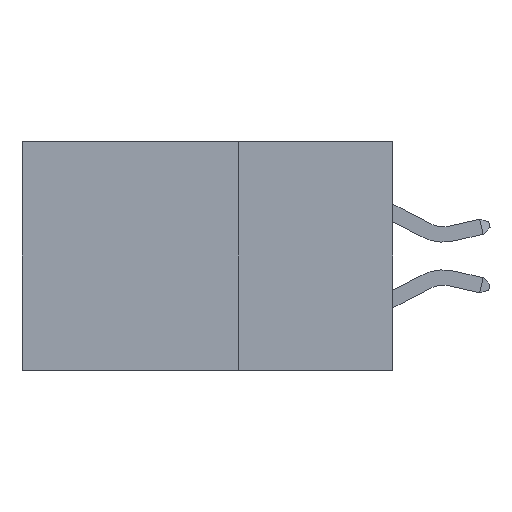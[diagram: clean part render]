
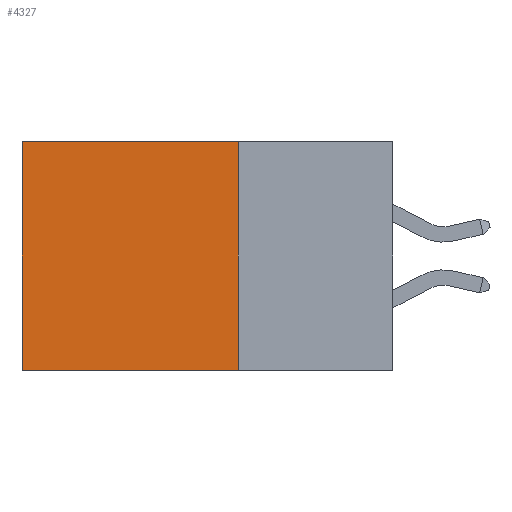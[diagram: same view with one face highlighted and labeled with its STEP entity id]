
A CAD part, left-side view. The second image highlights one B-rep face of the part: STEP entity #4327.
In plain terms, the highlighted planar face has unit normal (-1, 0, 0).
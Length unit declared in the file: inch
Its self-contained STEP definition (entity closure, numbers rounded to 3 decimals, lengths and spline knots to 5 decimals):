
#4173 = EDGE_CURVE ( 'NONE', #16535, #34554, #11735, .T. ) ;
#4186 = EDGE_CURVE ( 'NONE', #4940, #17928, #23358, .T. ) ;
#4327 = ADVANCED_FACE ( 'NONE', ( #31451 ), #19077, .F. ) ;
#4367 = VECTOR ( 'NONE', #20713, 39.37008 ) ;
#4842 = CARTESIAN_POINT ( 'NONE',  ( 0.2875, 0.25, 0. ) ) ;
#4940 = VERTEX_POINT ( 'NONE', #16158 ) ;
#7345 = CARTESIAN_POINT ( 'NONE',  ( 0.2875, 0.25, -0.37 ) ) ;
#7882 = CARTESIAN_POINT ( 'NONE',  ( 0.2875, 0.6, 0. ) ) ;
#8523 = EDGE_LOOP ( 'NONE', ( #20472, #18715, #15065, #24770 ) ) ;
#10009 = VECTOR ( 'NONE', #20961, 39.37008 ) ;
#11735 = LINE ( 'NONE', #14791, #34803 ) ;
#14763 = AXIS2_PLACEMENT_3D ( 'NONE', #37138, #30850, #27620 ) ;
#14791 = CARTESIAN_POINT ( 'NONE',  ( 0.2875, 0.6, 0. ) ) ;
#15065 = ORIENTED_EDGE ( 'NONE', *, *, #4186, .F. ) ;
#16158 = CARTESIAN_POINT ( 'NONE',  ( 0.2875, 0.25, 0. ) ) ;
#16335 = EDGE_CURVE ( 'NONE', #4940, #16535, #36371, .T. ) ;
#16535 = VERTEX_POINT ( 'NONE', #7882 ) ;
#17928 = VERTEX_POINT ( 'NONE', #26172 ) ;
#18715 = ORIENTED_EDGE ( 'NONE', *, *, #23675, .F. ) ;
#19077 = PLANE ( 'NONE',  #14763 ) ;
#19420 = VECTOR ( 'NONE', #38017, 39.37008 ) ;
#20472 = ORIENTED_EDGE ( 'NONE', *, *, #4173, .T. ) ;
#20713 = DIRECTION ( 'NONE',  ( 0., 0., -1. ) ) ;
#20961 = DIRECTION ( 'NONE',  ( 0., 1., 0. ) ) ;
#23358 = LINE ( 'NONE', #4842, #4367 ) ;
#23675 = EDGE_CURVE ( 'NONE', #17928, #34554, #38212, .T. ) ;
#24770 = ORIENTED_EDGE ( 'NONE', *, *, #16335, .T. ) ;
#24814 = CARTESIAN_POINT ( 'NONE',  ( 0.2875, 0.25, 0. ) ) ;
#26172 = CARTESIAN_POINT ( 'NONE',  ( 0.2875, 0.25, -0.37 ) ) ;
#27620 = DIRECTION ( 'NONE',  ( 0., 0., -1. ) ) ;
#30790 = CARTESIAN_POINT ( 'NONE',  ( 0.2875, 0.6, -0.37 ) ) ;
#30850 = DIRECTION ( 'NONE',  ( 1., 0., 0. ) ) ;
#31451 = FACE_OUTER_BOUND ( 'NONE', #8523, .T. ) ;
#34554 = VERTEX_POINT ( 'NONE', #30790 ) ;
#34803 = VECTOR ( 'NONE', #39379, 39.37008 ) ;
#36371 = LINE ( 'NONE', #24814, #10009 ) ;
#37138 = CARTESIAN_POINT ( 'NONE',  ( 0.2875, 0.25, 0. ) ) ;
#38017 = DIRECTION ( 'NONE',  ( 0., 1., 0. ) ) ;
#38212 = LINE ( 'NONE', #7345, #19420 ) ;
#39379 = DIRECTION ( 'NONE',  ( 0., 0., -1. ) ) ;
